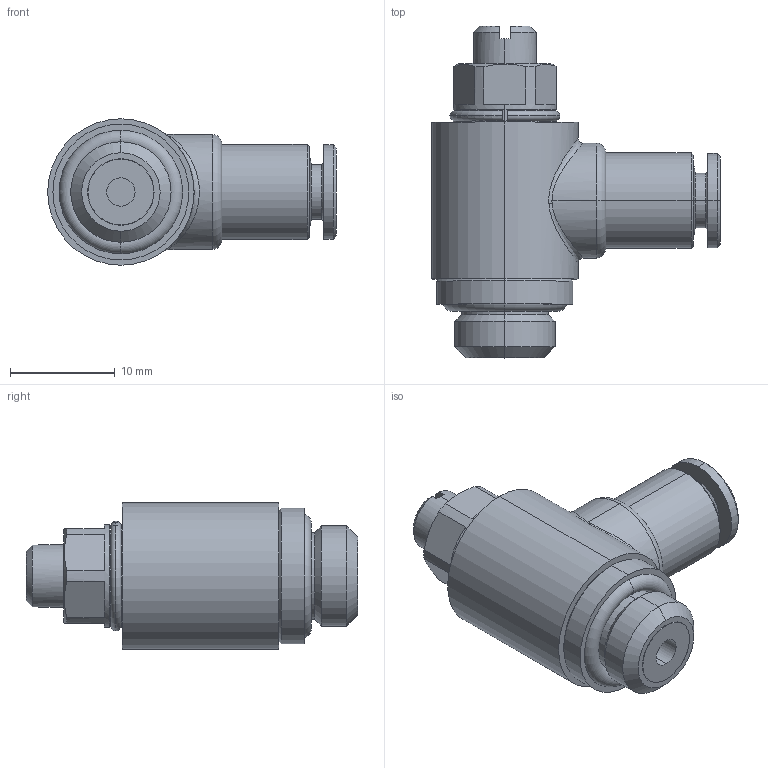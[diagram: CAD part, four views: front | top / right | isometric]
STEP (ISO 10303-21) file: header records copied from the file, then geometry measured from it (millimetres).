
FILE_DESCRIPTION (( 'STEP AP203' ), '1' );
FILE_NAME ('04080B11.STEP', '2010-04-28T12:34:51', ( '' ), ( 'sopra-pneumatic' ), 'SwSTEP 2.0', 'SolidWorks 2009', '' );
FILE_SCHEMA (( 'CONFIG_CONTROL_DESIGN' ));
Length unit declared in the file: millimetre
Products named in the file (1): 04080B11
Bounding box: 27.6 x 31.74 x 14 mm (x, y, z)
Volume: 4200.3 mm3; surface area: 2339.6 mm2
Topology: 2 solids, 4 shells, 98 faces, 209 edges, 132 vertices
Faces by surface type: plane 35, cylinder 33, cone 22, torus 6, bspline 2
Entity records: 3840 total; most frequent: CARTESIAN_POINT 1601, DIRECTION 485, ORIENTED_EDGE 418, EDGE_CURVE 209, AXIS2_PLACEMENT_3D 204, VERTEX_POINT 132, EDGE_LOOP 111, CIRCLE 107
